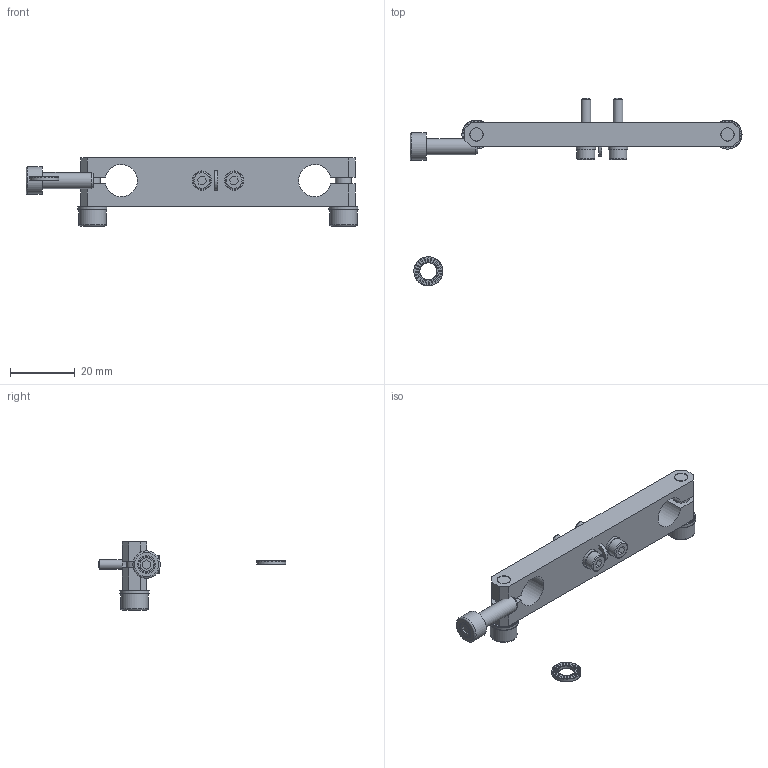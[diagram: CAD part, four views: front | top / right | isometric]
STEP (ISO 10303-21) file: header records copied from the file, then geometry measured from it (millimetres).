
FILE_DESCRIPTION( ( 'Unknown' ), '1' );
FILE_NAME( 'CA.KBH.12.10.60.stp', 'Unknown', ( 'Unknown' ), ( 'Unknown' ), 'PSStep 13.0', 'Unknown', ' ' );
FILE_SCHEMA( ( 'AUTOMOTIVE_DESIGN { 1 0 10303 214 1 1 1 1 }' ) );
Length unit declared in the file: millimetre
Products named in the file (6): Assem1; KBH.12.10.60; V-tcei M  5 x 16; R.3; V-tcei M  3 x 16; R.5.SCH
Bounding box: 102.9 x 58.14 x 21.1 mm (x, y, z)
Volume: 17287.7 mm3; surface area: 12080.3 mm2
Topology: 11 solids, 14 shells, 740 faces, 2108 edges, 1399 vertices
Faces by surface type: plane 682, cylinder 40, torus 12, cone 6
Full cylindrical faces by diameter (mm): 3 x3, 3.2 x4, 3.3 x3, 4.134 x4, 5 x3, 5.2 x4, 5.3 x3, 5.5 x3, 6 x3, 8.5 x3, 9 x3
Entity records: 10154 total; most frequent: DIRECTION 1460, CARTESIAN_POINT 1446, ORIENTED_EDGE 1404, EDGE_CURVE 702, AXIS2_PLACEMENT_3D 492, VERTEX_POINT 478, LINE 476, VECTOR 476
